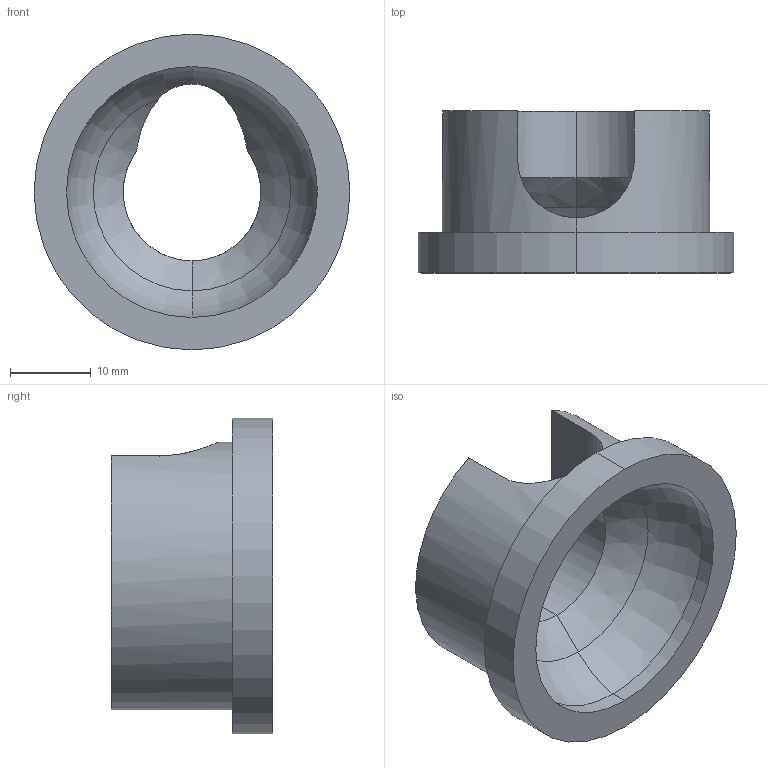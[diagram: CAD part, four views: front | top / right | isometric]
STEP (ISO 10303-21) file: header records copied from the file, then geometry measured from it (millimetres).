
FILE_DESCRIPTION (( 'STEP AP214' ), '1' );
FILE_NAME ('Bloc haut rotule V2.STEP', '2020-06-17T15:46:48', ( '' ), ( '' ), 'SwSTEP 2.0', 'SolidWorks 2016', '' );
FILE_SCHEMA (( 'AUTOMOTIVE_DESIGN' ));
Length unit declared in the file: millimetre
Products named in the file (1): Bloc haut rotule V2
Bounding box: 39 x 20 x 39 mm (x, y, z)
Volume: 8948.5 mm3; surface area: 4925.5 mm2
Topology: 1 solids, 1 shells, 18 faces, 44 edges, 28 vertices
Faces by surface type: cylinder 9, plane 5, cone 2, torus 2
Entity records: 660 total; most frequent: CARTESIAN_POINT 193, DIRECTION 94, ORIENTED_EDGE 88, EDGE_CURVE 44, AXIS2_PLACEMENT_3D 39, VERTEX_POINT 28, CIRCLE 20, EDGE_LOOP 20
